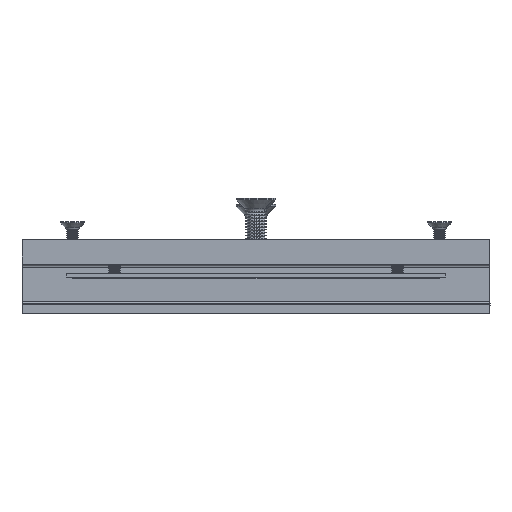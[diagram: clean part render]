
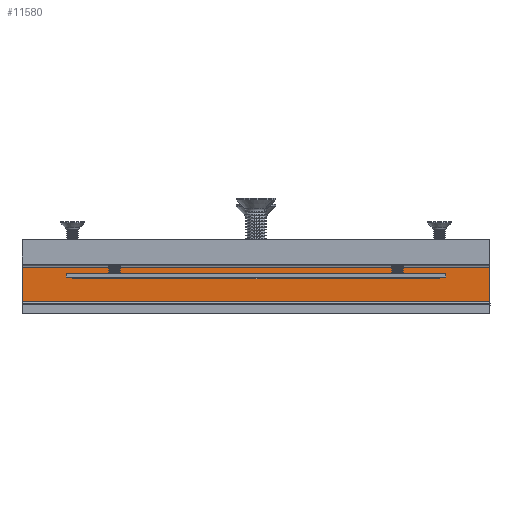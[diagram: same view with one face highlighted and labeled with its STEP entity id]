
A CAD part, front view. The second image highlights one B-rep face of the part: STEP entity #11580.
In plain terms, the highlighted planar face has unit normal (0, -1, 0).
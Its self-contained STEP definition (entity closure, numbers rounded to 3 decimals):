
#962 = VERTEX_POINT ( 'NONE', #18321 ) ;
#1263 = VECTOR ( 'NONE', #15238, 1000. ) ;
#1470 = EDGE_CURVE ( 'NONE', #34907, #21957, #22491, .T. ) ;
#3503 = ORIENTED_EDGE ( 'NONE', *, *, #1470, .F. ) ;
#3533 = CARTESIAN_POINT ( 'NONE',  ( -204.5, -3.5, 3.75 ) ) ;
#3703 = DIRECTION ( 'NONE',  ( -1., 0., 0. ) ) ;
#3926 = CARTESIAN_POINT ( 'NONE',  ( -19.5, -3.5, -9.75 ) ) ;
#5450 = EDGE_CURVE ( 'NONE', #962, #10796, #35893, .T. ) ;
#5935 = ORIENTED_EDGE ( 'NONE', *, *, #12802, .F. ) ;
#7620 = DIRECTION ( 'NONE',  ( -1., 0., 0. ) ) ;
#10796 = VERTEX_POINT ( 'NONE', #36152 ) ;
#11580 = ADVANCED_FACE ( 'NONE', ( #30730 ), #21741, .F. ) ;
#12536 = EDGE_CURVE ( 'NONE', #34907, #962, #25473, .T. ) ;
#12700 = CARTESIAN_POINT ( 'NONE',  ( -19.5, -3.5, 3.75 ) ) ;
#12715 = ORIENTED_EDGE ( 'NONE', *, *, #5450, .T. ) ;
#12802 = EDGE_CURVE ( 'NONE', #21957, #10796, #30355, .T. ) ;
#15238 = DIRECTION ( 'NONE',  ( 0., 0., -1. ) ) ;
#16009 = AXIS2_PLACEMENT_3D ( 'NONE', #33398, #24830, #36451 ) ;
#16823 = VECTOR ( 'NONE', #7620, 1000. ) ;
#18321 = CARTESIAN_POINT ( 'NONE',  ( -204.5, -3.5, 3.75 ) ) ;
#21065 = VECTOR ( 'NONE', #3703, 1000. ) ;
#21741 = PLANE ( 'NONE',  #16009 ) ;
#21957 = VERTEX_POINT ( 'NONE', #3926 ) ;
#22491 = LINE ( 'NONE', #34313, #26003 ) ;
#24830 = DIRECTION ( 'NONE',  ( 0., 1., 0. ) ) ;
#25473 = LINE ( 'NONE', #31179, #16823 ) ;
#26003 = VECTOR ( 'NONE', #28219, 1000. ) ;
#28219 = DIRECTION ( 'NONE',  ( 0., 0., -1. ) ) ;
#29353 = EDGE_LOOP ( 'NONE', ( #12715, #5935, #3503, #34699 ) ) ;
#29970 = CARTESIAN_POINT ( 'NONE',  ( -19.5, -3.5, -9.75 ) ) ;
#30355 = LINE ( 'NONE', #29970, #21065 ) ;
#30730 = FACE_OUTER_BOUND ( 'NONE', #29353, .T. ) ;
#31179 = CARTESIAN_POINT ( 'NONE',  ( -19.5, -3.5, 3.75 ) ) ;
#33398 = CARTESIAN_POINT ( 'NONE',  ( -19.5, -3.5, 3.75 ) ) ;
#34313 = CARTESIAN_POINT ( 'NONE',  ( -19.5, -3.5, 3.75 ) ) ;
#34699 = ORIENTED_EDGE ( 'NONE', *, *, #12536, .T. ) ;
#34907 = VERTEX_POINT ( 'NONE', #12700 ) ;
#35893 = LINE ( 'NONE', #3533, #1263 ) ;
#36152 = CARTESIAN_POINT ( 'NONE',  ( -204.5, -3.5, -9.75 ) ) ;
#36451 = DIRECTION ( 'NONE',  ( 0., 0., 1. ) ) ;
